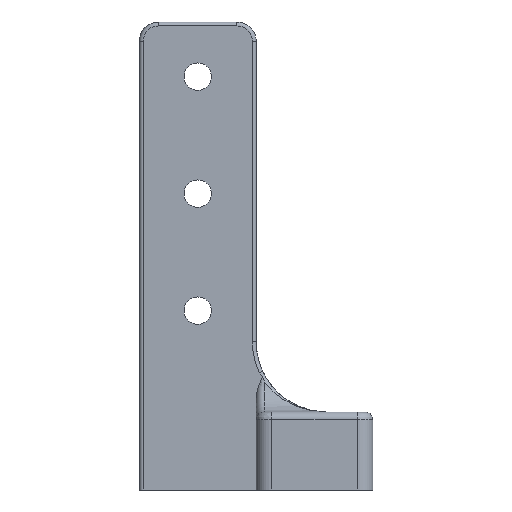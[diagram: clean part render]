
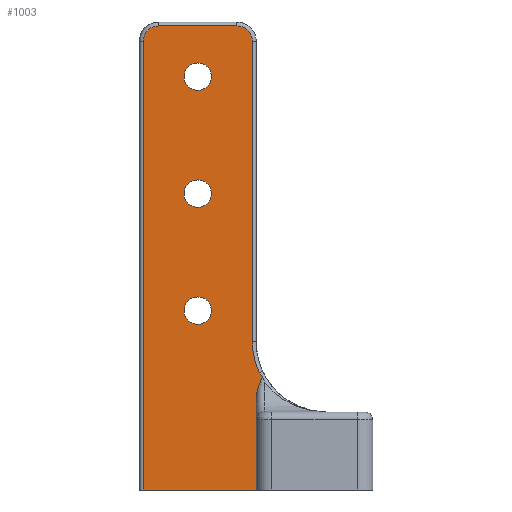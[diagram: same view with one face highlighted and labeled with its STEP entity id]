
A CAD part, left-side view. The second image highlights one B-rep face of the part: STEP entity #1003.
In plain terms, the highlighted planar face has unit normal (-1, 0, 0).
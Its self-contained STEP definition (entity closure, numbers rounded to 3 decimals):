
#31=B_SPLINE_CURVE_WITH_KNOTS('',3,(#1713,#1714,#1715,#1716),
 .UNSPECIFIED.,.F.,.F.,(4,4),(0.049,0.331),
 .UNSPECIFIED.);
#32=B_SPLINE_CURVE_WITH_KNOTS('',3,(#1827,#1828,#1829,#1830,#1831,#1832),
 .UNSPECIFIED.,.F.,.F.,(4,2,4),(-0.26,-0.259,-0.203),
 .UNSPECIFIED.);
#54=FACE_BOUND('',#339,.T.);
#55=FACE_BOUND('',#340,.T.);
#56=FACE_BOUND('',#341,.T.);
#68=PLANE('',#1140);
#73=LINE('',#1484,#131);
#75=LINE('',#1488,#133);
#98=LINE('',#1733,#156);
#101=LINE('',#1748,#159);
#103=LINE('',#1760,#161);
#131=VECTOR('',#1170,10.);
#133=VECTOR('',#1174,10.);
#156=VECTOR('',#1291,10.);
#159=VECTOR('',#1308,10.);
#161=VECTOR('',#1322,10.);
#269=FACE_OUTER_BOUND('',#338,.T.);
#338=EDGE_LOOP('',(#917,#918,#919,#920,#921,#922,#923,#924,#925,#926));
#339=EDGE_LOOP('',(#927));
#340=EDGE_LOOP('',(#928));
#341=EDGE_LOOP('',(#929));
#384=CIRCLE('',#1083,2.);
#388=CIRCLE('',#1089,2.);
#392=CIRCLE('',#1095,9.5);
#411=CIRCLE('',#1127,1.75);
#412=CIRCLE('',#1129,1.75);
#413=CIRCLE('',#1131,1.75);
#426=VERTEX_POINT('',#1481);
#427=VERTEX_POINT('',#1483);
#428=VERTEX_POINT('',#1487);
#464=VERTEX_POINT('',#1701);
#466=VERTEX_POINT('',#1732);
#469=VERTEX_POINT('',#1739);
#471=VERTEX_POINT('',#1745);
#473=VERTEX_POINT('',#1751);
#475=VERTEX_POINT('',#1757);
#477=VERTEX_POINT('',#1763);
#500=VERTEX_POINT('',#2031);
#501=VERTEX_POINT('',#2035);
#502=VERTEX_POINT('',#2039);
#517=EDGE_CURVE('',#427,#426,#73,.T.);
#519=EDGE_CURVE('',#427,#428,#75,.T.);
#571=EDGE_CURVE('',#426,#464,#31,.F.);
#579=EDGE_CURVE('',#466,#428,#98,.T.);
#584=EDGE_CURVE('',#469,#466,#384,.T.);
#587=EDGE_CURVE('',#471,#469,#101,.T.);
#590=EDGE_CURVE('',#473,#471,#388,.T.);
#593=EDGE_CURVE('',#475,#473,#103,.T.);
#596=EDGE_CURVE('',#477,#475,#392,.T.);
#597=EDGE_CURVE('',#477,#464,#32,.T.);
#637=EDGE_CURVE('',#500,#500,#411,.T.);
#639=EDGE_CURVE('',#501,#501,#412,.T.);
#641=EDGE_CURVE('',#502,#502,#413,.T.);
#917=ORIENTED_EDGE('',*,*,#596,.T.);
#918=ORIENTED_EDGE('',*,*,#593,.T.);
#919=ORIENTED_EDGE('',*,*,#590,.T.);
#920=ORIENTED_EDGE('',*,*,#587,.T.);
#921=ORIENTED_EDGE('',*,*,#584,.T.);
#922=ORIENTED_EDGE('',*,*,#579,.T.);
#923=ORIENTED_EDGE('',*,*,#519,.F.);
#924=ORIENTED_EDGE('',*,*,#517,.T.);
#925=ORIENTED_EDGE('',*,*,#571,.T.);
#926=ORIENTED_EDGE('',*,*,#597,.F.);
#927=ORIENTED_EDGE('',*,*,#637,.F.);
#928=ORIENTED_EDGE('',*,*,#639,.F.);
#929=ORIENTED_EDGE('',*,*,#641,.F.);
#1003=ADVANCED_FACE('',(#269,#54,#55,#56),#68,.F.);
#1083=AXIS2_PLACEMENT_3D('',#1742,#1301,#1302);
#1089=AXIS2_PLACEMENT_3D('',#1754,#1315,#1316);
#1095=AXIS2_PLACEMENT_3D('',#1766,#1329,#1330);
#1127=AXIS2_PLACEMENT_3D('',#2033,#1408,#1409);
#1129=AXIS2_PLACEMENT_3D('',#2037,#1413,#1414);
#1131=AXIS2_PLACEMENT_3D('',#2041,#1418,#1419);
#1140=AXIS2_PLACEMENT_3D('',#2056,#1439,#1440);
#1170=DIRECTION('',(0.,0.,1.));
#1174=DIRECTION('',(0.,1.,0.));
#1291=DIRECTION('',(0.,0.,-1.));
#1301=DIRECTION('center_axis',(-1.,0.,0.));
#1302=DIRECTION('ref_axis',(0.,0.707,0.707));
#1308=DIRECTION('',(0.,1.,0.));
#1315=DIRECTION('center_axis',(-1.,0.,0.));
#1316=DIRECTION('ref_axis',(0.,-0.707,0.707));
#1322=DIRECTION('',(0.,0.,1.));
#1329=DIRECTION('center_axis',(1.,0.,0.));
#1330=DIRECTION('ref_axis',(0.,0.974,-0.228));
#1408=DIRECTION('center_axis',(-1.,0.,0.));
#1409=DIRECTION('ref_axis',(0.,0.,-1.));
#1413=DIRECTION('center_axis',(-1.,0.,0.));
#1414=DIRECTION('ref_axis',(0.,0.,-1.));
#1418=DIRECTION('center_axis',(-1.,0.,0.));
#1419=DIRECTION('ref_axis',(0.,0.,-1.));
#1439=DIRECTION('center_axis',(1.,0.,0.));
#1440=DIRECTION('ref_axis',(0.,0.,-1.));
#1481=CARTESIAN_POINT('',(15.,29.892,11.683));
#1483=CARTESIAN_POINT('',(15.,29.892,0.));
#1484=CARTESIAN_POINT('',(15.,29.892,30.));
#1487=CARTESIAN_POINT('',(15.,44.392,0.));
#1488=CARTESIAN_POINT('',(15.,29.892,0.));
#1701=CARTESIAN_POINT('',(15.,29.095,14.544));
#1713=CARTESIAN_POINT('Ctrl Pts',(15.,29.095,14.544));
#1714=CARTESIAN_POINT('Ctrl Pts',(15.,29.491,13.64));
#1715=CARTESIAN_POINT('Ctrl Pts',(15.,29.892,12.625));
#1716=CARTESIAN_POINT('Ctrl Pts',(15.,29.892,11.683));
#1732=CARTESIAN_POINT('',(15.,44.392,57.5));
#1733=CARTESIAN_POINT('',(15.,44.392,45.));
#1739=CARTESIAN_POINT('',(15.,42.392,59.5));
#1742=CARTESIAN_POINT('Origin',(15.,42.392,57.5));
#1745=CARTESIAN_POINT('',(15.,32.392,59.5));
#1748=CARTESIAN_POINT('',(15.,29.892,59.5));
#1751=CARTESIAN_POINT('',(15.,30.392,57.5));
#1754=CARTESIAN_POINT('Origin',(15.,32.392,57.5));
#1757=CARTESIAN_POINT('',(15.,30.392,19.));
#1760=CARTESIAN_POINT('',(15.,30.392,45.));
#1763=CARTESIAN_POINT('',(15.,29.509,15.));
#1766=CARTESIAN_POINT('Origin',(15.,20.892,19.));
#1827=CARTESIAN_POINT('Ctrl Pts',(15.,29.509,15.));
#1828=CARTESIAN_POINT('Ctrl Pts',(15.,29.506,14.997));
#1829=CARTESIAN_POINT('Ctrl Pts',(15.,29.503,14.993));
#1830=CARTESIAN_POINT('Ctrl Pts',(15.,29.369,14.838));
#1831=CARTESIAN_POINT('Ctrl Pts',(15.,29.232,14.689));
#1832=CARTESIAN_POINT('Ctrl Pts',(15.,29.095,14.544));
#2031=CARTESIAN_POINT('',(15.,37.392,24.75));
#2033=CARTESIAN_POINT('Origin',(15.,37.392,23.));
#2035=CARTESIAN_POINT('',(15.,37.392,39.75));
#2037=CARTESIAN_POINT('Origin',(15.,37.392,38.));
#2039=CARTESIAN_POINT('',(15.,37.392,54.75));
#2041=CARTESIAN_POINT('Origin',(15.,37.392,53.));
#2056=CARTESIAN_POINT('Origin',(15.,29.892,60.));
